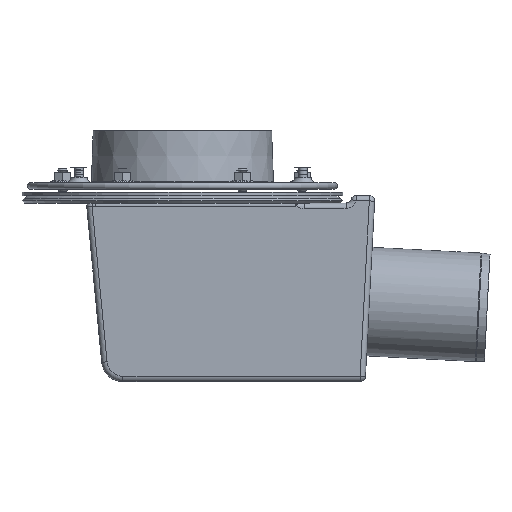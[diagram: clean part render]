
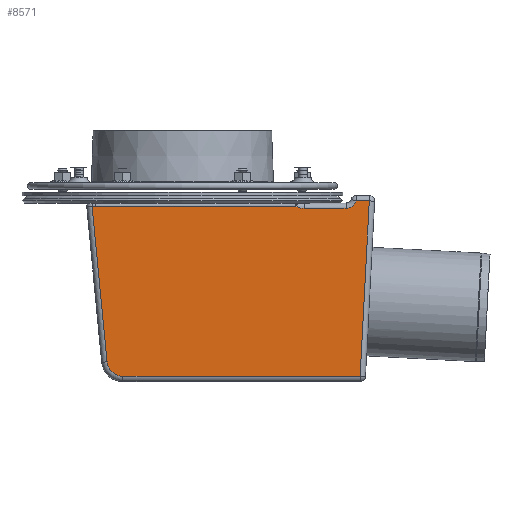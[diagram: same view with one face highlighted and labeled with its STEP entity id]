
A CAD part, front view. The second image highlights one B-rep face of the part: STEP entity #8571.
In plain terms, the highlighted planar face has unit normal (0, -1, 0).
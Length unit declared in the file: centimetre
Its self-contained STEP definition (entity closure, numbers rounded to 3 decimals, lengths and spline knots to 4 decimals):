
#169=B_SPLINE_CURVE_WITH_KNOTS('',3,(#15035,#15036,#15037,#15038,#15039),
 .UNSPECIFIED.,.F.,.F.,(4,1,4),(0.,3.4007,7.9349),
 .UNSPECIFIED.);
#634=PLANE('',#9577);
#1092=FACE_OUTER_BOUND('',#1745,.T.);
#1745=EDGE_LOOP('',(#7034,#7035,#7036,#7037,#7038,#7039,#7040,#7041,#7042,
#7043,#7044,#7045,#7046,#7047,#7048));
#2224=LINE('',#14986,#2695);
#2225=LINE('',#14990,#2696);
#2226=LINE('',#15001,#2697);
#2227=LINE('',#15003,#2698);
#2234=LINE('',#15021,#2705);
#2235=LINE('',#15025,#2706);
#2236=LINE('',#15027,#2707);
#2237=LINE('',#15029,#2708);
#2238=LINE('',#15033,#2709);
#2239=LINE('',#15040,#2710);
#2240=LINE('',#15042,#2711);
#2241=LINE('',#15043,#2712);
#2695=VECTOR('',#11809,1.);
#2696=VECTOR('',#11814,1.);
#2697=VECTOR('',#11817,1.);
#2698=VECTOR('',#11818,1.);
#2705=VECTOR('',#11835,1.);
#2706=VECTOR('',#11838,1.);
#2707=VECTOR('',#11839,1.);
#2708=VECTOR('',#11840,1.);
#2709=VECTOR('',#11843,1.);
#2710=VECTOR('',#11844,1.);
#2711=VECTOR('',#11845,1.);
#2712=VECTOR('',#11846,1.);
#3279=CIRCLE('',#9578,15.);
#3280=CIRCLE('',#9579,10.);
#3921=VERTEX_POINT('',#14982);
#3922=VERTEX_POINT('',#14984);
#3923=VERTEX_POINT('',#14988);
#3924=VERTEX_POINT('',#14997);
#3926=VERTEX_POINT('',#15000);
#3927=VERTEX_POINT('',#15002);
#3933=VERTEX_POINT('',#15020);
#3934=VERTEX_POINT('',#15022);
#3935=VERTEX_POINT('',#15024);
#3936=VERTEX_POINT('',#15026);
#3937=VERTEX_POINT('',#15028);
#3938=VERTEX_POINT('',#15030);
#3939=VERTEX_POINT('',#15032);
#3940=VERTEX_POINT('',#15034);
#3941=VERTEX_POINT('',#15041);
#4989=EDGE_CURVE('',#3922,#3921,#2224,.T.);
#4991=EDGE_CURVE('',#3923,#3922,#2225,.T.);
#4993=EDGE_CURVE('',#3926,#3924,#2226,.T.);
#4994=EDGE_CURVE('',#3927,#3926,#2227,.T.);
#5003=EDGE_CURVE('',#3933,#3923,#2234,.T.);
#5004=EDGE_CURVE('',#3934,#3933,#3279,.T.);
#5005=EDGE_CURVE('',#3935,#3934,#2235,.T.);
#5006=EDGE_CURVE('',#3936,#3935,#2236,.T.);
#5007=EDGE_CURVE('',#3937,#3936,#2237,.T.);
#5008=EDGE_CURVE('',#3938,#3937,#3280,.T.);
#5009=EDGE_CURVE('',#3939,#3938,#2238,.T.);
#5010=EDGE_CURVE('',#3940,#3939,#169,.T.);
#5011=EDGE_CURVE('',#3927,#3940,#2239,.T.);
#5012=EDGE_CURVE('',#3941,#3924,#2240,.T.);
#5013=EDGE_CURVE('',#3921,#3941,#2241,.T.);
#7034=ORIENTED_EDGE('',*,*,#5003,.F.);
#7035=ORIENTED_EDGE('',*,*,#5004,.F.);
#7036=ORIENTED_EDGE('',*,*,#5005,.F.);
#7037=ORIENTED_EDGE('',*,*,#5006,.F.);
#7038=ORIENTED_EDGE('',*,*,#5007,.F.);
#7039=ORIENTED_EDGE('',*,*,#5008,.F.);
#7040=ORIENTED_EDGE('',*,*,#5009,.F.);
#7041=ORIENTED_EDGE('',*,*,#5010,.F.);
#7042=ORIENTED_EDGE('',*,*,#5011,.F.);
#7043=ORIENTED_EDGE('',*,*,#4994,.T.);
#7044=ORIENTED_EDGE('',*,*,#4993,.T.);
#7045=ORIENTED_EDGE('',*,*,#5012,.F.);
#7046=ORIENTED_EDGE('',*,*,#5013,.F.);
#7047=ORIENTED_EDGE('',*,*,#4989,.F.);
#7048=ORIENTED_EDGE('',*,*,#4991,.F.);
#8571=ADVANCED_FACE('',(#1092),#634,.T.);
#9577=AXIS2_PLACEMENT_3D('',#15019,#11833,#11834);
#9578=AXIS2_PLACEMENT_3D('',#15023,#11836,#11837);
#9579=AXIS2_PLACEMENT_3D('',#15031,#11841,#11842);
#11809=DIRECTION('',(-0.052,0.,0.999));
#11814=DIRECTION('',(-0.999,0.,-0.052));
#11817=DIRECTION('',(-0.096,0.,0.995));
#11818=DIRECTION('',(-0.999,0.,-0.052));
#11833=DIRECTION('center_axis',(0.,-1.,0.));
#11834=DIRECTION('ref_axis',(1.,0.,0.));
#11835=DIRECTION('',(-0.096,0.,0.995));
#11836=DIRECTION('center_axis',(0.,1.,0.));
#11837=DIRECTION('ref_axis',(0.901,0.,0.434));
#11838=DIRECTION('',(-1.,0.,0.));
#11839=DIRECTION('',(-0.052,0.,-0.999));
#11840=DIRECTION('',(1.,0.,0.));
#11841=DIRECTION('center_axis',(0.,-1.,0.));
#11842=DIRECTION('ref_axis',(0.592,0.,-0.806));
#11843=DIRECTION('',(1.,0.,0.));
#11844=DIRECTION('',(1.,0.,0.));
#11845=DIRECTION('',(1.,0.,0.));
#11846=DIRECTION('',(-0.096,0.,0.995));
#14982=CARTESIAN_POINT('',(-84.4376,-90.,79.3995));
#14984=CARTESIAN_POINT('',(-84.3968,-90.,78.6216));
#14986=CARTESIAN_POINT('',(-84.3968,-90.,78.6216));
#14988=CARTESIAN_POINT('',(-84.3628,-90.,78.6234));
#14990=CARTESIAN_POINT('',(-81.4009,-90.,78.7786));
#14997=CARTESIAN_POINT('',(-81.5186,-90.,80.0004));
#15000=CARTESIAN_POINT('',(-81.5183,-90.,79.9976));
#15001=CARTESIAN_POINT('',(-65.7272,-90.,-83.9996));
#15002=CARTESIAN_POINT('',(-81.4649,-90.,80.0004));
#15003=CARTESIAN_POINT('',(-81.4649,-90.,80.0004));
#15019=CARTESIAN_POINT('Origin',(46.4663,-90.,3.3735));
#15020=CARTESIAN_POINT('',(-70.4914,-90.,-65.4373));
#15021=CARTESIAN_POINT('',(-80.5024,-90.,38.5314));
#15022=CARTESIAN_POINT('',(-55.5604,-90.,-78.9996));
#15023=CARTESIAN_POINT('Origin',(-55.5604,-90.,-63.9996));
#15024=CARTESIAN_POINT('',(166.1362,-90.,-78.9996));
#15025=CARTESIAN_POINT('',(-55.881,-90.,-78.9996));
#15026=CARTESIAN_POINT('',(174.7311,-90.,85.0004));
#15027=CARTESIAN_POINT('',(168.0008,-90.,-43.4222));
#15028=CARTESIAN_POINT('',(162.5394,-90.,85.0004));
#15029=CARTESIAN_POINT('',(113.2331,-90.,85.0004));
#15030=CARTESIAN_POINT('',(153.,-90.,78.0004));
#15031=CARTESIAN_POINT('Origin',(153.,-90.,88.0004));
#15032=CARTESIAN_POINT('',(113.7497,-90.,78.0004));
#15033=CARTESIAN_POINT('',(23.2331,-90.,78.0004));
#15034=CARTESIAN_POINT('',(106.165,-90.,80.0004));
#15035=CARTESIAN_POINT('Ctrl Pts',(106.165,-90.,80.0004));
#15036=CARTESIAN_POINT('Ctrl Pts',(107.1432,-90.,79.4277));
#15037=CARTESIAN_POINT('Ctrl Pts',(109.5928,-90.,78.383));
#15038=CARTESIAN_POINT('Ctrl Pts',(112.2383,-90.,78.0004));
#15039=CARTESIAN_POINT('Ctrl Pts',(113.7497,-90.,78.0004));
#15040=CARTESIAN_POINT('',(102.2331,-90.,80.0004));
#15041=CARTESIAN_POINT('',(-84.4954,-90.,80.0004));
#15042=CARTESIAN_POINT('',(-17.7669,-90.,80.0004));
#15043=CARTESIAN_POINT('',(-80.5024,-90.,38.5314));
